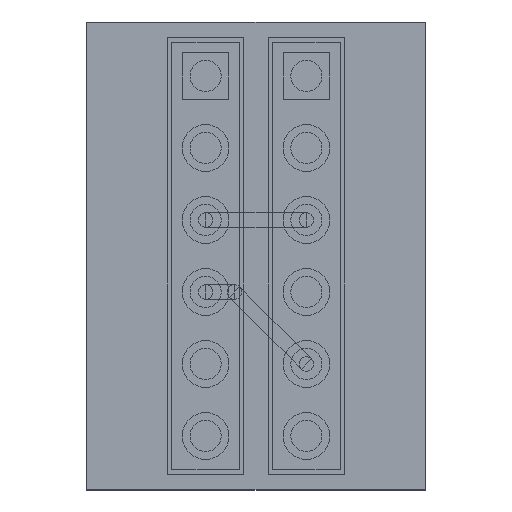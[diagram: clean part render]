
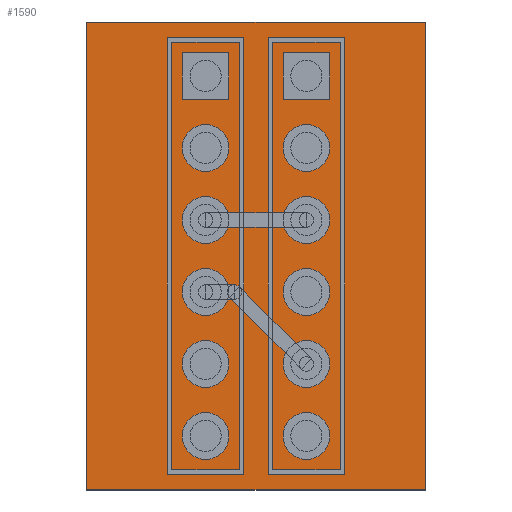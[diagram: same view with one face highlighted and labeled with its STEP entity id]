
A CAD part, top view. The second image highlights one B-rep face of the part: STEP entity #1590.
In plain terms, the highlighted planar face has unit normal (0, 0, 1).
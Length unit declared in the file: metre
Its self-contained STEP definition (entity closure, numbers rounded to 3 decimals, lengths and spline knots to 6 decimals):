
#1590 = ADVANCED_FACE( '', ( #2851 ), #2852, .F. );
#1608 = EDGE_CURVE( '', #2881, #2882, #2883, .T. );
#1830 = EDGE_CURVE( '', #2882, #3237, #3238, .T. );
#2044 = EDGE_CURVE( '', #3237, #3499, #3556, .T. );
#2244 = EDGE_CURVE( '', #3499, #2881, #3837, .T. );
#2851 = FACE_OUTER_BOUND( '', #4259, .T. );
#2852 = PLANE( '', #4260 );
#2881 = VERTEX_POINT( '', #4298 );
#2882 = VERTEX_POINT( '', #4299 );
#2883 = LINE( '', #4300, #4301 );
#3237 = VERTEX_POINT( '', #4756 );
#3238 = LINE( '', #4757, #4758 );
#3499 = VERTEX_POINT( '', #5100 );
#3556 = LINE( '', #5175, #5176 );
#3837 = LINE( '', #5549, #5550 );
#4259 = EDGE_LOOP( '', ( #6051, #6052, #6053, #6054 ) );
#4260 = AXIS2_PLACEMENT_3D( '', #6055, #6056, #6057 );
#4298 = CARTESIAN_POINT( '', ( 0., 0.01651, -0.000035 ) );
#4299 = CARTESIAN_POINT( '', ( 0., 0., -0.000035 ) );
#4300 = CARTESIAN_POINT( '', ( 0., 0.01651, -0.000035 ) );
#4301 = VECTOR( '', #6082, 1. );
#4756 = CARTESIAN_POINT( '', ( 0.011938, 0., -0.000035 ) );
#4757 = CARTESIAN_POINT( '', ( 0., 0., -0.000035 ) );
#4758 = VECTOR( '', #6515, 1. );
#5100 = CARTESIAN_POINT( '', ( 0.011938, 0.01651, -0.000035 ) );
#5175 = CARTESIAN_POINT( '', ( 0.011938, 0., -0.000035 ) );
#5176 = VECTOR( '', #6918, 1. );
#5549 = CARTESIAN_POINT( '', ( 0.011938, 0.01651, -0.000035 ) );
#5550 = VECTOR( '', #7292, 1. );
#6051 = ORIENTED_EDGE( '', *, *, #1830, .T. );
#6052 = ORIENTED_EDGE( '', *, *, #2044, .T. );
#6053 = ORIENTED_EDGE( '', *, *, #2244, .T. );
#6054 = ORIENTED_EDGE( '', *, *, #1608, .T. );
#6055 = CARTESIAN_POINT( '', ( 0., 0., -0.000035 ) );
#6056 = DIRECTION( '', ( 0., 0., -1. ) );
#6057 = DIRECTION( '', ( 0., -1., 0. ) );
#6082 = DIRECTION( '', ( 0., -1., 0. ) );
#6515 = DIRECTION( '', ( 1., 0., 0. ) );
#6918 = DIRECTION( '', ( 0., 1., 0. ) );
#7292 = DIRECTION( '', ( -1., 0., 0. ) );
